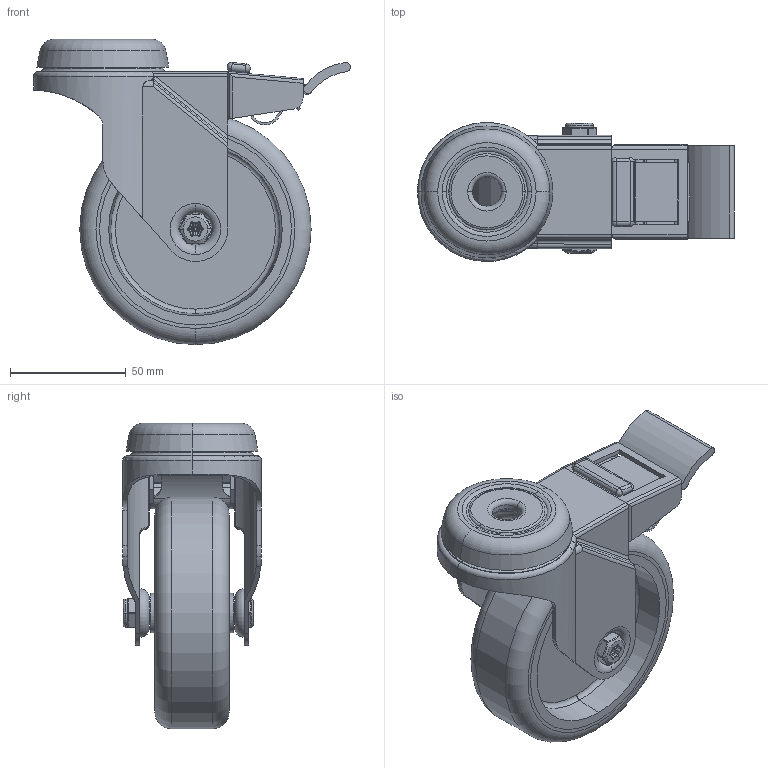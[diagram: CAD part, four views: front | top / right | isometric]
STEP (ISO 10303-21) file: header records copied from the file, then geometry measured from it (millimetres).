
FILE_DESCRIPTION(('STEP AP214'),'1');
FILE_NAME('BZM100GRBH12SWB.STEP','2022-01-10T14:54:54',(' '),(' '),'Spatial InterOp 3D',' ',' ');
FILE_SCHEMA(('AUTOMOTIVE_DESIGN { 1 0 10303 214 1 1 1 1 }'));
Length unit declared in the file: metre
Products named in the file (18): BZM100ASBH12SWB; ZINC PLATED PRESSED STEEL HEAD; ZINC PLATED PRESSED STEEL FORKS; ZINC PLATED PRESSED STEEL BRAKE; BLACK NYLON BRAKE PEDAL; BRAKE PAD; BZM100GRBH12SWB; BZM100WGR; THERMOPLASTIC RUBBER TYRE; POLYPROPYLENE RIM; TUBEM10X37; TUBEM10X372; BOLTBZM8MM; ZINC PLATED AXLE BOLT; NYLOC NUT; NUT; RUBBER; NYLOCM8Z
Assembly tree (17 placements, depth 4):
  BZM100GRBH12SWB
    BZM100ASBH12SWB
      ZINC PLATED PRESSED STEEL HEAD
      ZINC PLATED PRESSED STEEL FORKS
      ZINC PLATED PRESSED STEEL BRAKE
      BLACK NYLON BRAKE PEDAL
      BRAKE PAD
    BZM100WGR
      THERMOPLASTIC RUBBER TYRE
      POLYPROPYLENE RIM
    TUBEM10X37
      TUBEM10X372
    BOLTBZM8MM
      ZINC PLATED AXLE BOLT
    NYLOCM8Z
      NYLOC NUT
        NUT
        RUBBER
Bounding box: 137 x 60 x 132 mm (x, y, z)
Volume: 202768.7 mm3; surface area: 105930.8 mm2
Topology: 11 solids, 11 shells, 640 faces, 1612 edges, 997 vertices
Faces by surface type: cylinder 277, plane 207, torus 78, sphere 36, bspline 26, cone 14, extrusion 2
Entity records: 28820 total; most frequent: CARTESIAN_POINT 12686, DIRECTION 3532, ORIENTED_EDGE 3200, EDGE_CURVE 1600, AXIS2_PLACEMENT_3D 1427, VERTEX_POINT 997, CIRCLE 739, VECTOR 678
